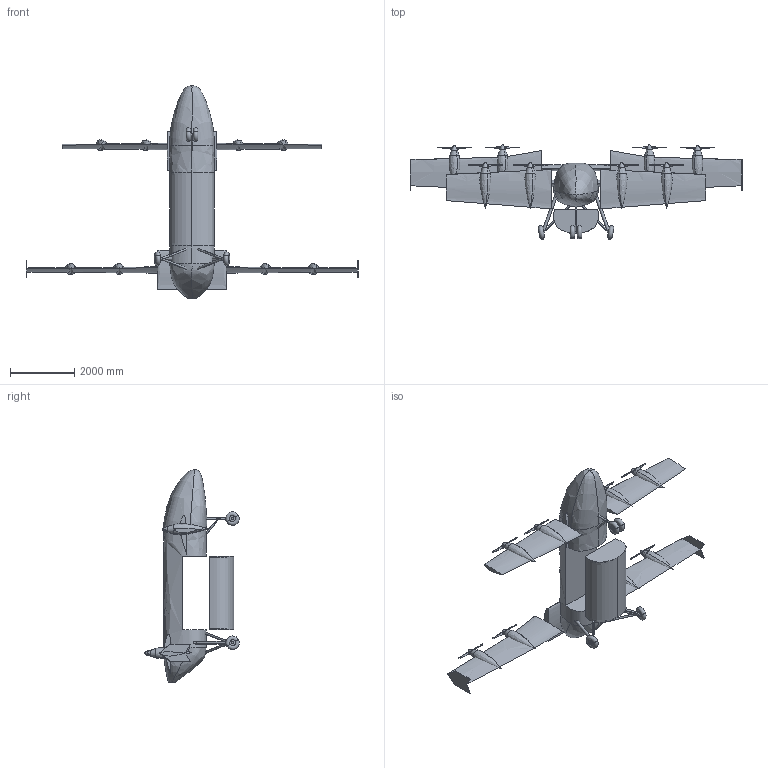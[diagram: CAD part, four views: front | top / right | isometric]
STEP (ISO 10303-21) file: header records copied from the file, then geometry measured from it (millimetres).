
FILE_DESCRIPTION(('CATIA V5 STEP Exchange'),'2;1');
FILE_NAME('Asa 95 Bay destacado.stp','2022-10-03T15:42:28+00:00',('none'),('none'),'CATIA Version 5 Release 21 GA (IN-10)','CATIA V5 STEP AP203','none');
FILE_SCHEMA(('CONFIG_CONTROL_DESIGN'));
Products named in the file (8): Montagem 100kg Payload; Asa dianteira; Asa traseira; Trem de pouso traseiro; Bequilha ; Symmetry of Asa dianteira; Symmetry of Asa traseira; Symmetry of Trem de pouso traseiro
Assembly tree (34 placements, depth 3):
  Montagem 100kg Payload
    Asa dianteira
      #66
      #2641  x2
      #9746  x2
    Asa traseira
      #10194
      #9746  x2
      #2641  x2
    #16831
    Trem de pouso traseiro
      #44566
      #45519
    Bequilha 
      #45563
    #46162
    Symmetry of Asa dianteira
      #47269
      #49844  x2
      #56949  x2
    Symmetry of Asa traseira
      #57397
      #56949  x2
      #49844  x2
    Symmetry of Trem de pouso traseiro
      #64042
      #64995
Bounding box: 10340 x 2940.83 x 6619.39 mm (x, y, z)
Volume: 9160903309.7 mm3; surface area: 90011391.6 mm2
Topology: 33 solids, 33 shells, 504 faces, 1195 edges, 735 vertices
Faces by surface type: bspline 172, plane 112, cylinder 82, torus 74, revolution 48, extrusion 16
Entity records: 64952 total; most frequent: CARTESIAN_POINT 59390, ORIENTED_EDGE 1240, DIRECTION 695, EDGE_CURVE 620, VERTEX_POINT 405, B_SPLINE_CURVE_WITH_KNOTS 367, AXIS2_PLACEMENT_3D 341, EDGE_LOOP 271
